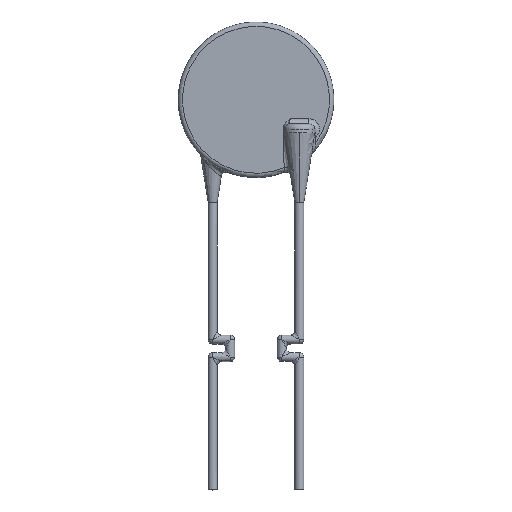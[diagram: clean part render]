
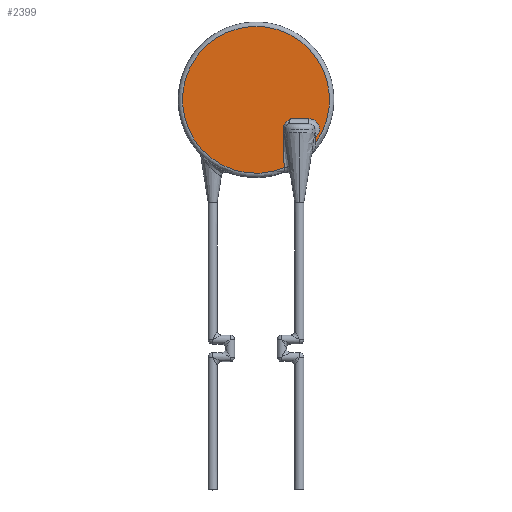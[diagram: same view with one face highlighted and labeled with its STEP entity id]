
A CAD part, top view. The second image highlights one B-rep face of the part: STEP entity #2399.
In plain terms, the highlighted planar face has unit normal (0, 0, 1).
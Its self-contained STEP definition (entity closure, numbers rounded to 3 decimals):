
#235=DIRECTION('',(0.,1.,0.));
#236=VECTOR('',#235,1.863);
#237=CARTESIAN_POINT('',(1.578,-3.461,0.6));
#238=LINE('',#237,#236);
#239=CARTESIAN_POINT('',(1.578,-1.598,0.6));
#273=CARTESIAN_POINT('',(1.647,-3.864,0.6));
#274=CARTESIAN_POINT('',(1.635,-3.796,0.6));
#275=CARTESIAN_POINT('',(1.612,-3.662,0.6));
#276=CARTESIAN_POINT('',(1.589,-3.528,0.6));
#277=CARTESIAN_POINT('',(1.578,-3.461,0.6));
#279=DIRECTION('',(0.,1.,0.));
#280=VECTOR('',#279,0.33);
#281=CARTESIAN_POINT('',(3.378,-2.496,0.6));
#282=LINE('',#281,#280);
#283=CARTESIAN_POINT('',(2.998,-1.078,0.6));
#284=CARTESIAN_POINT('',(3.02,-1.078,0.6));
#285=CARTESIAN_POINT('',(3.068,-1.08,0.6));
#286=CARTESIAN_POINT('',(3.15,-1.092,0.6));
#287=CARTESIAN_POINT('',(3.243,-1.118,0.6));
#288=CARTESIAN_POINT('',(3.337,-1.161,0.6));
#289=CARTESIAN_POINT('',(3.422,-1.219,0.6));
#290=CARTESIAN_POINT('',(3.495,-1.289,0.6));
#291=CARTESIAN_POINT('',(3.555,-1.369,0.6));
#292=CARTESIAN_POINT('',(3.6,-1.458,0.6));
#293=CARTESIAN_POINT('',(3.629,-1.553,0.6));
#294=CARTESIAN_POINT('',(3.642,-1.651,0.6));
#295=CARTESIAN_POINT('',(3.638,-1.75,0.6));
#296=CARTESIAN_POINT('',(3.617,-1.848,0.6));
#297=CARTESIAN_POINT('',(3.58,-1.941,0.6));
#298=CARTESIAN_POINT('',(3.528,-2.027,0.6));
#299=CARTESIAN_POINT('',(3.46,-2.103,0.6));
#300=CARTESIAN_POINT('',(3.407,-2.147,0.6));
#301=CARTESIAN_POINT('',(3.378,-2.166,0.6));
#303=DIRECTION('',(-1.,0.,0.));
#304=VECTOR('',#303,1.039);
#305=CARTESIAN_POINT('',(2.998,-1.078,0.6));
#306=LINE('',#305,#304);
#307=CARTESIAN_POINT('',(1.958,-1.078,0.6));
#308=CARTESIAN_POINT('',(1.939,-1.097,0.6));
#309=CARTESIAN_POINT('',(1.896,-1.136,0.6));
#310=CARTESIAN_POINT('',(1.82,-1.195,0.6));
#311=CARTESIAN_POINT('',(1.743,-1.259,0.6));
#312=CARTESIAN_POINT('',(1.68,-1.325,0.6));
#313=CARTESIAN_POINT('',(1.632,-1.395,0.6));
#314=CARTESIAN_POINT('',(1.6,-1.463,0.6));
#315=CARTESIAN_POINT('',(1.582,-1.531,0.6));
#316=CARTESIAN_POINT('',(1.578,-1.576,0.6));
#317=CARTESIAN_POINT('',(1.578,-1.598,0.6));
#548=CARTESIAN_POINT('',(0.,0.,0.6));
#549=DIRECTION('',(0.,0.,1.));
#550=DIRECTION('',(0.804,-0.594,0.));
#551=AXIS2_PLACEMENT_3D('',#548,#549,#550);
#1883=CARTESIAN_POINT('',(2.998,-1.078,
0.6));
#1884=CARTESIAN_POINT('',(1.958,-1.078,0.6));
#1885=VERTEX_POINT('',#1883);
#1886=VERTEX_POINT('',#1884);
#1887=VERTEX_POINT('',#239);
#1903=VERTEX_POINT('',#273);
#1904=VERTEX_POINT('',#277);
#1918=CARTESIAN_POINT('',(3.378,-2.496,0.6));
#1919=CARTESIAN_POINT('',(3.378,-2.166,
0.6));
#1920=VERTEX_POINT('',#1918);
#1921=VERTEX_POINT('',#1919);
#2382=CARTESIAN_POINT('',(0.,0.,0.6));
#2383=DIRECTION('',(0.,0.,1.));
#2384=DIRECTION('',(1.,0.,0.));
#2385=AXIS2_PLACEMENT_3D('',#2382,#2383,#2384);
#2386=PLANE('',#2385);
#2388=ORIENTED_EDGE('',*,*,#2387,.F.);
#2390=ORIENTED_EDGE('',*,*,#2389,.F.);
#2391=ORIENTED_EDGE('',*,*,#2260,.T.);
#2392=ORIENTED_EDGE('',*,*,#2363,.F.);
#2393=ORIENTED_EDGE('',*,*,#2373,.T.);
#2395=ORIENTED_EDGE('',*,*,#2394,.T.);
#2396=ORIENTED_EDGE('',*,*,#2274,.F.);
#2397=EDGE_LOOP('',(#2388,#2390,#2391,#2392,#2393,#2395,#2396));
#2398=FACE_OUTER_BOUND('',#2397,.F.);
#278=B_SPLINE_CURVE_WITH_KNOTS('',3,(#273,#274,#275,#276,#277),.UNSPECIFIED.,
.F.,.F.,(4,1,4),(0.,0.5,1.),.UNSPECIFIED.);
#302=B_SPLINE_CURVE_WITH_KNOTS('',3,(#283,#284,#285,#286,#287,#288,#289,#290,
#291,#292,#293,#294,#295,#296,#297,#298,#299,#300,#301),.UNSPECIFIED.,.F.,.F.,
(4,1,1,1,1,1,1,1,1,1,1,1,1,1,1,1,4),(0.,0.063,0.125,0.188,0.25,
0.313,0.375,0.438,0.5,0.563,0.625,0.688,0.75,0.813,
0.875,0.938,1.),.UNSPECIFIED.);
#318=B_SPLINE_CURVE_WITH_KNOTS('',3,(#307,#308,#309,#310,#311,#312,#313,#314,
#315,#316,#317),.UNSPECIFIED.,.F.,.F.,(4,1,1,1,1,1,1,1,4),(0.,0.125,0.25,
0.375,0.5,0.625,0.75,0.875,1.),.UNSPECIFIED.);
#552=CIRCLE('',#551,4.2);
#2260=EDGE_CURVE('',#1920,#1921,#282,.T.);
#2274=EDGE_CURVE('',#1904,#1887,#238,.T.);
#2363=EDGE_CURVE('',#1885,#1921,#302,.T.);
#2373=EDGE_CURVE('',#1885,#1886,#306,.T.);
#2387=EDGE_CURVE('',#1903,#1904,#278,.T.);
#2389=EDGE_CURVE('',#1920,#1903,#552,.T.);
#2394=EDGE_CURVE('',#1886,#1887,#318,.T.);
#2399=ADVANCED_FACE('',(#2398),#2386,.T.);
